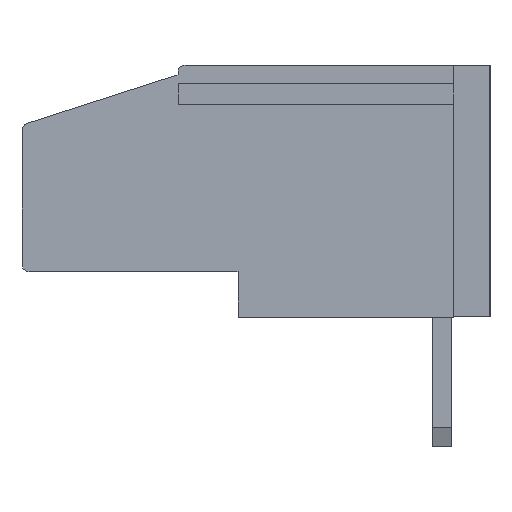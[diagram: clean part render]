
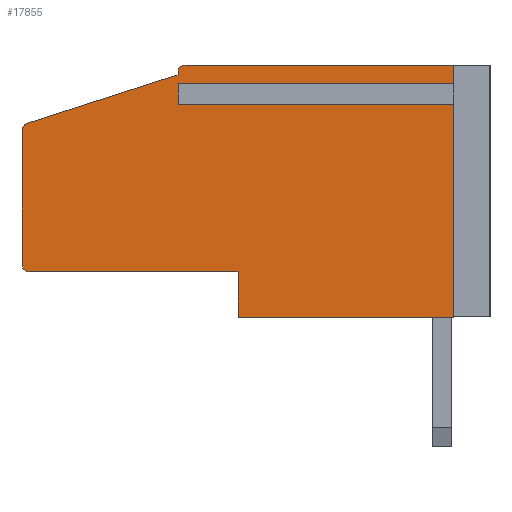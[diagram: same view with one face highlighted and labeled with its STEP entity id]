
A CAD part, left-side view. The second image highlights one B-rep face of the part: STEP entity #17855.
In plain terms, the highlighted planar face has unit normal (-1, 0, 0).
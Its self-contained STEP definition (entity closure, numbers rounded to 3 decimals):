
#194 = VERTEX_POINT ( 'NONE', #32463 ) ;
#280 = VECTOR ( 'NONE', #25261, 1000. ) ;
#737 = CARTESIAN_POINT ( 'NONE',  ( 0., 1.5, 10.5 ) ) ;
#873 = VERTEX_POINT ( 'NONE', #24850 ) ;
#1049 = VERTEX_POINT ( 'NONE', #25628 ) ;
#1514 = ORIENTED_EDGE ( 'NONE', *, *, #16619, .F. ) ;
#1637 = CARTESIAN_POINT ( 'NONE',  ( 0., 19.5, 0. ) ) ;
#1853 = LINE ( 'NONE', #14755, #15269 ) ;
#3366 = CARTESIAN_POINT ( 'NONE',  ( 0., 13., 9.502 ) ) ;
#3771 = DIRECTION ( 'NONE',  ( 0., -1., 0. ) ) ;
#3785 = EDGE_CURVE ( 'NONE', #16840, #8175, #31179, .T. ) ;
#3914 = ORIENTED_EDGE ( 'NONE', *, *, #21406, .T. ) ;
#4930 = EDGE_CURVE ( 'NONE', #194, #13978, #25503, .T. ) ;
#4955 = EDGE_CURVE ( 'NONE', #16840, #22607, #30667, .T. ) ;
#4999 = VECTOR ( 'NONE', #19299, 1000. ) ;
#5097 = AXIS2_PLACEMENT_3D ( 'NONE', #9002, #21094, #31455 ) ;
#5190 = VERTEX_POINT ( 'NONE', #28286 ) ;
#5365 = DIRECTION ( 'NONE',  ( 0., 0., -1. ) ) ;
#5898 = DIRECTION ( 'NONE',  ( 0., -1., 0. ) ) ;
#5948 = EDGE_CURVE ( 'NONE', #13978, #22607, #6591, .T. ) ;
#6591 = LINE ( 'NONE', #26502, #4999 ) ;
#6800 = AXIS2_PLACEMENT_3D ( 'NONE', #22540, #20582, #9964 ) ;
#7072 = ORIENTED_EDGE ( 'NONE', *, *, #7695, .F. ) ;
#7404 = DIRECTION ( 'NONE',  ( 0., 0., -1. ) ) ;
#7695 = EDGE_CURVE ( 'NONE', #873, #32328, #11305, .T. ) ;
#7737 = EDGE_CURVE ( 'NONE', #32328, #1049, #23325, .T. ) ;
#7878 = CARTESIAN_POINT ( 'NONE',  ( 0., 19.2, 2.2 ) ) ;
#8036 = DIRECTION ( 'NONE',  ( -1., 0., 0. ) ) ;
#8175 = VERTEX_POINT ( 'NONE', #16973 ) ;
#8561 = CARTESIAN_POINT ( 'NONE',  ( 0., 13., 9.502 ) ) ;
#9002 = CARTESIAN_POINT ( 'NONE',  ( 0., 19.2, 7.782 ) ) ;
#9058 = ORIENTED_EDGE ( 'NONE', *, *, #7737, .F. ) ;
#9144 = ORIENTED_EDGE ( 'NONE', *, *, #27899, .T. ) ;
#9249 = LINE ( 'NONE', #1637, #26954 ) ;
#9302 = VECTOR ( 'NONE', #5365, 1000. ) ;
#9368 = LINE ( 'NONE', #19795, #10887 ) ;
#9964 = DIRECTION ( 'NONE',  ( 0., 0., -1. ) ) ;
#10111 = ORIENTED_EDGE ( 'NONE', *, *, #18511, .F. ) ;
#10279 = DIRECTION ( 'NONE',  ( 0., 0., -1. ) ) ;
#10758 = VECTOR ( 'NONE', #5898, 1000. ) ;
#10887 = VECTOR ( 'NONE', #14654, 1000. ) ;
#11118 = CARTESIAN_POINT ( 'NONE',  ( 0., 10.5, 1.9 ) ) ;
#11130 = ORIENTED_EDGE ( 'NONE', *, *, #31194, .T. ) ;
#11255 = CARTESIAN_POINT ( 'NONE',  ( 0., 1.5, 9.098 ) ) ;
#11305 = LINE ( 'NONE', #16449, #18280 ) ;
#11684 = DIRECTION ( 'NONE',  ( 0., 1., 0. ) ) ;
#11711 = VECTOR ( 'NONE', #3771, 1000. ) ;
#12151 = VERTEX_POINT ( 'NONE', #11255 ) ;
#12405 = ORIENTED_EDGE ( 'NONE', *, *, #20095, .T. ) ;
#13487 = DIRECTION ( 'NONE',  ( 0., -1., 0. ) ) ;
#13851 = CARTESIAN_POINT ( 'NONE',  ( 0., 19.5, 1.9 ) ) ;
#13978 = VERTEX_POINT ( 'NONE', #737 ) ;
#14654 = DIRECTION ( 'NONE',  ( 0., 0., 1. ) ) ;
#14755 = CARTESIAN_POINT ( 'NONE',  ( 0., 1.5, 10.5 ) ) ;
#15090 = CARTESIAN_POINT ( 'NONE',  ( 0., 19.5, 10.5 ) ) ;
#15269 = VECTOR ( 'NONE', #24808, 1000. ) ;
#15903 = DIRECTION ( 'NONE',  ( 0., -0.952, 0.307 ) ) ;
#16372 = LINE ( 'NONE', #26390, #11711 ) ;
#16449 = CARTESIAN_POINT ( 'NONE',  ( 0., 19.5, 8. ) ) ;
#16619 = EDGE_CURVE ( 'NONE', #8175, #12151, #16372, .T. ) ;
#16840 = VERTEX_POINT ( 'NONE', #26964 ) ;
#16891 = ORIENTED_EDGE ( 'NONE', *, *, #3785, .F. ) ;
#16973 = CARTESIAN_POINT ( 'NONE',  ( 0., 13., 9.098 ) ) ;
#17119 = VECTOR ( 'NONE', #11684, 1000. ) ;
#17755 = FACE_OUTER_BOUND ( 'NONE', #21593, .T. ) ;
#17815 = DIRECTION ( 'NONE',  ( 0., -1., 0. ) ) ;
#17855 = ADVANCED_FACE ( 'NONE', ( #17755 ), #24819, .F. ) ;
#18147 = CARTESIAN_POINT ( 'NONE',  ( 0., 19.5, 10.5 ) ) ;
#18280 = VECTOR ( 'NONE', #15903, 1000. ) ;
#18511 = EDGE_CURVE ( 'NONE', #12151, #22961, #1853, .T. ) ;
#19262 = CIRCLE ( 'NONE', #26022, 0.3 ) ;
#19299 = DIRECTION ( 'NONE',  ( 0., 0., -1. ) ) ;
#19591 = CARTESIAN_POINT ( 'NONE',  ( 0., 10.5, 0. ) ) ;
#19795 = CARTESIAN_POINT ( 'NONE',  ( 0., 10.5, 1.9 ) ) ;
#19977 = CIRCLE ( 'NONE', #6800, 0.3 ) ;
#20095 = EDGE_CURVE ( 'NONE', #29830, #24386, #19262, .T. ) ;
#20390 = ORIENTED_EDGE ( 'NONE', *, *, #27096, .F. ) ;
#20418 = CIRCLE ( 'NONE', #5097, 0.3 ) ;
#20582 = DIRECTION ( 'NONE',  ( -1., 0., 0. ) ) ;
#20861 = CARTESIAN_POINT ( 'NONE',  ( 0., 13., 10.1 ) ) ;
#21094 = DIRECTION ( 'NONE',  ( -1., 0., 0. ) ) ;
#21406 = EDGE_CURVE ( 'NONE', #873, #5190, #20418, .T. ) ;
#21593 = EDGE_LOOP ( 'NONE', ( #20390, #12405, #25870, #28645, #9144, #10111, #1514, #16891, #29115, #27286, #26385, #11130, #9058, #7072, #3914 ) ) ;
#21805 = VERTEX_POINT ( 'NONE', #19591 ) ;
#22540 = CARTESIAN_POINT ( 'NONE',  ( 0., 12.7, 10.2 ) ) ;
#22607 = VERTEX_POINT ( 'NONE', #31584 ) ;
#22692 = DIRECTION ( 'NONE',  ( 1., 0., 0. ) ) ;
#22961 = VERTEX_POINT ( 'NONE', #28021 ) ;
#23325 = LINE ( 'NONE', #20861, #280 ) ;
#24063 = EDGE_CURVE ( 'NONE', #24558, #24386, #31329, .T. ) ;
#24112 = CARTESIAN_POINT ( 'NONE',  ( 0., 19.5, 2.2 ) ) ;
#24220 = LINE ( 'NONE', #26831, #30118 ) ;
#24386 = VERTEX_POINT ( 'NONE', #31811 ) ;
#24558 = VERTEX_POINT ( 'NONE', #11118 ) ;
#24808 = DIRECTION ( 'NONE',  ( 0., 0., -1. ) ) ;
#24819 = PLANE ( 'NONE',  #27553 ) ;
#24850 = CARTESIAN_POINT ( 'NONE',  ( 0., 19.292, 8.067 ) ) ;
#25261 = DIRECTION ( 'NONE',  ( 0., 0., 1. ) ) ;
#25503 = LINE ( 'NONE', #18147, #10758 ) ;
#25628 = CARTESIAN_POINT ( 'NONE',  ( 0., 13., 10.2 ) ) ;
#25870 = ORIENTED_EDGE ( 'NONE', *, *, #24063, .F. ) ;
#26022 = AXIS2_PLACEMENT_3D ( 'NONE', #7878, #8036, #7404 ) ;
#26175 = DIRECTION ( 'NONE',  ( 0., 0., 1. ) ) ;
#26385 = ORIENTED_EDGE ( 'NONE', *, *, #4930, .F. ) ;
#26390 = CARTESIAN_POINT ( 'NONE',  ( 0., 13., 9.098 ) ) ;
#26502 = CARTESIAN_POINT ( 'NONE',  ( 0., 1.5, 10.5 ) ) ;
#26831 = CARTESIAN_POINT ( 'NONE',  ( 0., 19.5, 10.5 ) ) ;
#26954 = VECTOR ( 'NONE', #17815, 1000. ) ;
#26964 = CARTESIAN_POINT ( 'NONE',  ( 0., 13., 9.502 ) ) ;
#27096 = EDGE_CURVE ( 'NONE', #29830, #5190, #24220, .T. ) ;
#27286 = ORIENTED_EDGE ( 'NONE', *, *, #5948, .F. ) ;
#27553 = AXIS2_PLACEMENT_3D ( 'NONE', #15090, #22692, #10279 ) ;
#27899 = EDGE_CURVE ( 'NONE', #21805, #22961, #9249, .T. ) ;
#28021 = CARTESIAN_POINT ( 'NONE',  ( 0., 1.5, 0. ) ) ;
#28286 = CARTESIAN_POINT ( 'NONE',  ( 0., 19.5, 7.782 ) ) ;
#28645 = ORIENTED_EDGE ( 'NONE', *, *, #30259, .F. ) ;
#29115 = ORIENTED_EDGE ( 'NONE', *, *, #4955, .T. ) ;
#29773 = VECTOR ( 'NONE', #13487, 1000. ) ;
#29830 = VERTEX_POINT ( 'NONE', #24112 ) ;
#30118 = VECTOR ( 'NONE', #26175, 1000. ) ;
#30259 = EDGE_CURVE ( 'NONE', #21805, #24558, #9368, .T. ) ;
#30667 = LINE ( 'NONE', #3366, #29773 ) ;
#31179 = LINE ( 'NONE', #8561, #9302 ) ;
#31194 = EDGE_CURVE ( 'NONE', #194, #1049, #19977, .T. ) ;
#31329 = LINE ( 'NONE', #13851, #17119 ) ;
#31455 = DIRECTION ( 'NONE',  ( 0., 0., -1. ) ) ;
#31584 = CARTESIAN_POINT ( 'NONE',  ( 0., 1.5, 9.502 ) ) ;
#31811 = CARTESIAN_POINT ( 'NONE',  ( 0., 19.2, 1.9 ) ) ;
#32048 = CARTESIAN_POINT ( 'NONE',  ( 0., 13., 10.1 ) ) ;
#32328 = VERTEX_POINT ( 'NONE', #32048 ) ;
#32463 = CARTESIAN_POINT ( 'NONE',  ( 0., 12.7, 10.5 ) ) ;
